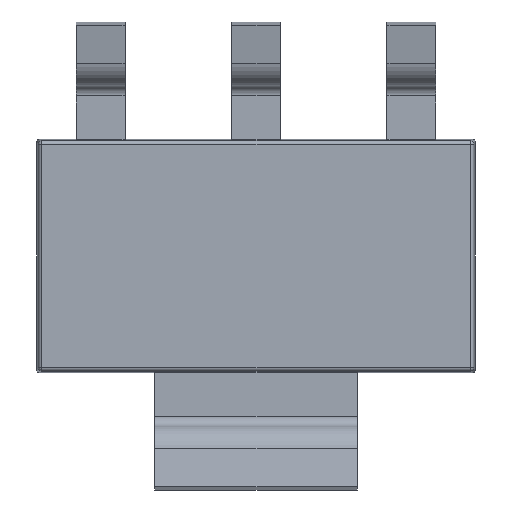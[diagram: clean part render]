
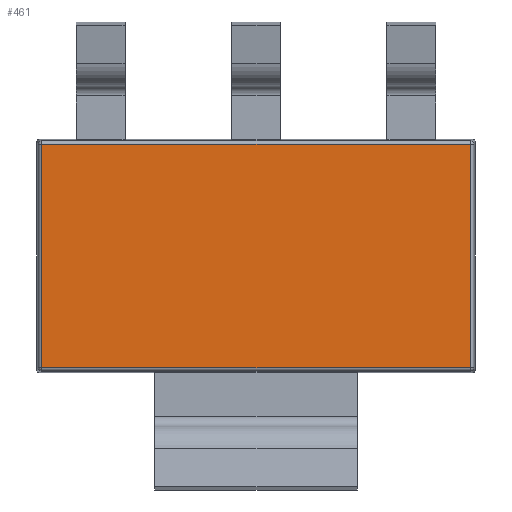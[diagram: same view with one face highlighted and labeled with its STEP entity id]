
A CAD part, front view. The second image highlights one B-rep face of the part: STEP entity #461.
In plain terms, the highlighted planar face has unit normal (0, -1, 0).
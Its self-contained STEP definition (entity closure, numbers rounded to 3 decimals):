
#5 = CARTESIAN_POINT ( 'NONE',  ( -3.175, -0.763, 1.655 ) ) ;
#52 = LINE ( 'NONE', #1769, #2639 ) ;
#155 = VERTEX_POINT ( 'NONE', #1910 ) ;
#231 = AXIS2_PLACEMENT_3D ( 'NONE', #2544, #244, #1034 ) ;
#244 = DIRECTION ( 'NONE',  ( 0., 1., 0. ) ) ;
#271 = CARTESIAN_POINT ( 'NONE',  ( -3.223, -0.763, 1.655 ) ) ;
#280 = EDGE_CURVE ( 'NONE', #155, #446, #2285, .T. ) ;
#446 = VERTEX_POINT ( 'NONE', #3235 ) ;
#461 = ADVANCED_FACE ( 'NONE', ( #676 ), #3224, .F. ) ;
#603 = ORIENTED_EDGE ( 'NONE', *, *, #2124, .T. ) ;
#676 = FACE_OUTER_BOUND ( 'NONE', #1612, .T. ) ;
#816 = LINE ( 'NONE', #271, #2006 ) ;
#888 = CARTESIAN_POINT ( 'NONE',  ( -3.175, -0.763, -1.703 ) ) ;
#907 = LINE ( 'NONE', #888, #1657 ) ;
#964 = VECTOR ( 'NONE', #2033, 1000. ) ;
#1034 = DIRECTION ( 'NONE',  ( 0., 0., 1. ) ) ;
#1043 = DIRECTION ( 'NONE',  ( -1., 0., 0. ) ) ;
#1101 = EDGE_CURVE ( 'NONE', #446, #1755, #52, .T. ) ;
#1482 = EDGE_CURVE ( 'NONE', #1755, #3002, #816, .T. ) ;
#1612 = EDGE_LOOP ( 'NONE', ( #2966, #2935, #603, #1778 ) ) ;
#1657 = VECTOR ( 'NONE', #2459, 1000. ) ;
#1755 = VERTEX_POINT ( 'NONE', #1831 ) ;
#1769 = CARTESIAN_POINT ( 'NONE',  ( 3.175, -0.763, 1.703 ) ) ;
#1778 = ORIENTED_EDGE ( 'NONE', *, *, #280, .T. ) ;
#1831 = CARTESIAN_POINT ( 'NONE',  ( 3.175, -0.763, 1.655 ) ) ;
#1910 = CARTESIAN_POINT ( 'NONE',  ( -3.175, -0.763, -1.655 ) ) ;
#2006 = VECTOR ( 'NONE', #1043, 1000. ) ;
#2033 = DIRECTION ( 'NONE',  ( 1., 0., 0. ) ) ;
#2124 = EDGE_CURVE ( 'NONE', #3002, #155, #907, .T. ) ;
#2285 = LINE ( 'NONE', #2781, #964 ) ;
#2459 = DIRECTION ( 'NONE',  ( 0., 0., -1. ) ) ;
#2544 = CARTESIAN_POINT ( 'NONE',  ( -3.25, -0.763, 1.73 ) ) ;
#2569 = DIRECTION ( 'NONE',  ( 0., 0., 1. ) ) ;
#2639 = VECTOR ( 'NONE', #2569, 1000. ) ;
#2781 = CARTESIAN_POINT ( 'NONE',  ( 3.223, -0.763, -1.655 ) ) ;
#2935 = ORIENTED_EDGE ( 'NONE', *, *, #1482, .T. ) ;
#2966 = ORIENTED_EDGE ( 'NONE', *, *, #1101, .T. ) ;
#3002 = VERTEX_POINT ( 'NONE', #5 ) ;
#3224 = PLANE ( 'NONE',  #231 ) ;
#3235 = CARTESIAN_POINT ( 'NONE',  ( 3.175, -0.763, -1.655 ) ) ;
